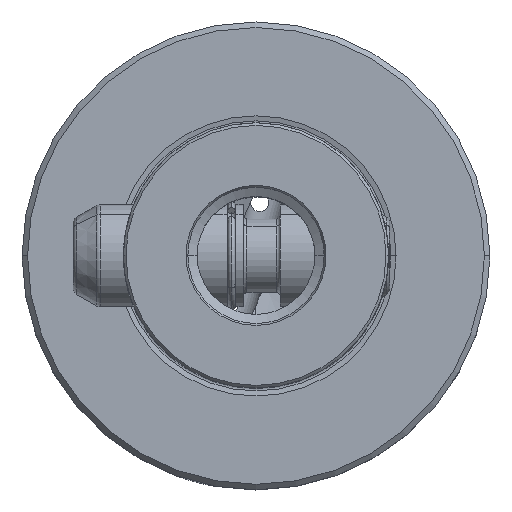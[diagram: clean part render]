
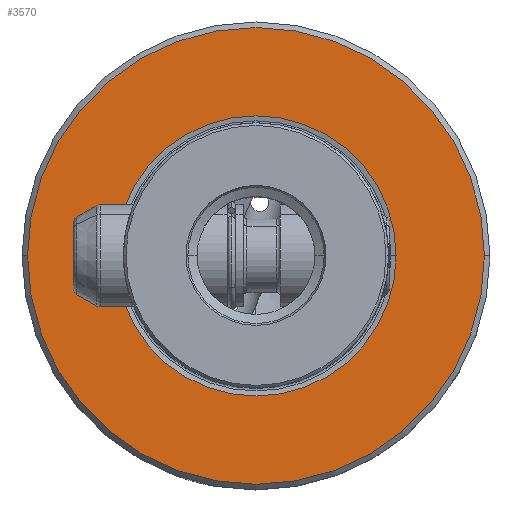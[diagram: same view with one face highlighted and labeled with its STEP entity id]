
A CAD part, top view. The second image highlights one B-rep face of the part: STEP entity #3570.
In plain terms, the highlighted planar face has unit normal (0, 0, 1).
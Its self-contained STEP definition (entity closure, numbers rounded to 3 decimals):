
#3570=ADVANCED_FACE('NONE',(#8655,#8656),#8657,.T.);
#4952=EDGE_CURVE('NONE',#5598,#6918,#10183,.T.);
#5550=VERTEX_POINT('NONE',#10844);
#5598=VERTEX_POINT('NONE',#10894);
#5670=EDGE_CURVE('NONE',#5550,#6070,#10969,.F.);
#5704=EDGE_CURVE('NONE',#6070,#5550,#11004,.F.);
#6070=VERTEX_POINT('NONE',#11407);
#6918=VERTEX_POINT('NONE',#12331);
#7142=EDGE_CURVE('NONE',#6918,#5598,#12581,.T.);
#8655=FACE_OUTER_BOUND('',#15472,.T.);
#8656=FACE_BOUND('',#15473,.T.);
#8657=PLANE('',#15474);
#10183=CIRCLE('',#18714,31.0);
#10844=CARTESIAN_POINT('',(-19.012,0.,0.0));
#10894=CARTESIAN_POINT('',(-31.0,0.,0.0));
#10969=CIRCLE('',#20301,19.012);
#11004=CIRCLE('',#20368,19.012);
#11407=CARTESIAN_POINT('',(19.012,0.,0.0));
#12331=CARTESIAN_POINT('',(31.0,0.,0.0));
#12581=CIRCLE('',#23339,31.0);
#15472=EDGE_LOOP('',(#25556,#25557));
#15473=EDGE_LOOP('',(#25558,#25559));
#15474=AXIS2_PLACEMENT_3D('',#25560,#25561,#25562);
#18714=AXIS2_PLACEMENT_3D('',#27345,#27346,#27347);
#20301=AXIS2_PLACEMENT_3D('',#28212,#28213,#28214);
#20368=AXIS2_PLACEMENT_3D('',#28239,#28240,#28241);
#23339=AXIS2_PLACEMENT_3D('',#30034,#30035,#30036);
#25556=ORIENTED_EDGE('',*,*,#4952,.F.);
#25557=ORIENTED_EDGE('',*,*,#7142,.F.);
#25558=ORIENTED_EDGE('',*,*,#5704,.F.);
#25559=ORIENTED_EDGE('',*,*,#5670,.F.);
#25560=CARTESIAN_POINT('',(-18.0,0.0,0.0));
#25561=DIRECTION('',(-0.0,0.0,1.0));
#25562=DIRECTION('',(0.0,1.0,0.0));
#27345=CARTESIAN_POINT('',(0.0,0.0,0.0));
#27346=DIRECTION('',(0.0,0.0,-1.0));
#27347=DIRECTION('',(-1.0,0.,0.0));
#28212=CARTESIAN_POINT('',(0.0,0.0,0.0));
#28213=DIRECTION('',(0.0,0.0,-1.0));
#28214=DIRECTION('',(1.0,0.,0.0));
#28239=CARTESIAN_POINT('',(0.0,0.0,0.0));
#28240=DIRECTION('',(0.0,0.0,-1.0));
#28241=DIRECTION('',(1.0,0.,0.0));
#30034=CARTESIAN_POINT('',(0.0,0.0,0.0));
#30035=DIRECTION('',(0.0,0.0,-1.0));
#30036=DIRECTION('',(-1.0,0.,0.0));
